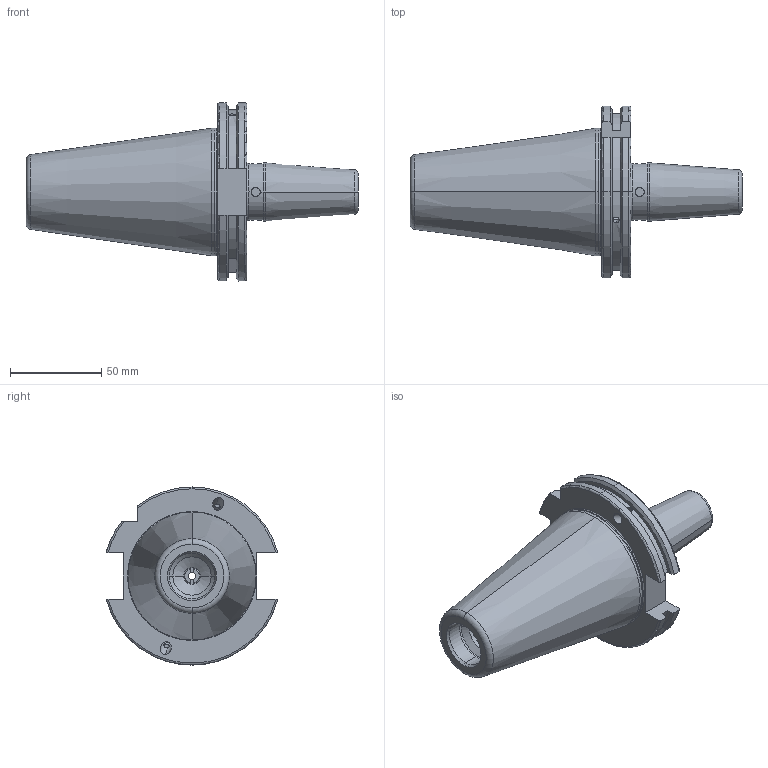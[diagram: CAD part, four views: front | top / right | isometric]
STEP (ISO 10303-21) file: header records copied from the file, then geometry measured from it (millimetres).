
FILE_DESCRIPTION (( 'STEP AP203' ), '1' );
FILE_NAME ('91506-SR12080.STEP', '2023-06-21T13:04:55', ( '' ), ( '' ), 'SwSTEP 2.0', 'SolidWorks 2018', '' );
FILE_SCHEMA (( 'CONFIG_CONTROL_DESIGN' ));
Length unit declared in the file: millimetre
Products named in the file (5): GS-M4X4_DIN 913 - M4 x 4-N; SK50SFC12080FWW; 91506-SR12080; SCWM10
Assembly tree (5 placements, depth 3):
  91506-SR12080
    SK50SFC12080FWW
      SK50SFC12080FWW
      SCWM10
      GS-M4X4_DIN 913 - M4 x 4-N  x2
Bounding box: 181.75 x 94.05 x 97.5 mm (x, y, z)
Volume: 356264.1 mm3; surface area: 53635.2 mm2
Topology: 4 solids, 4 shells, 245 faces, 631 edges, 401 vertices
Faces by surface type: cone 82, cylinder 79, plane 64, torus 20
Entity records: 7315 total; most frequent: CARTESIAN_POINT 1853, DIRECTION 1084, ORIENTED_EDGE 1022, EDGE_CURVE 511, AXIS2_PLACEMENT_3D 436, VERTEX_POINT 325, CIRCLE 229, EDGE_LOOP 216
